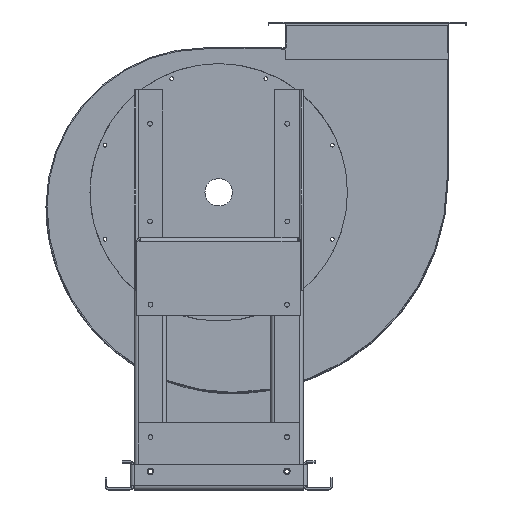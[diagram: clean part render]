
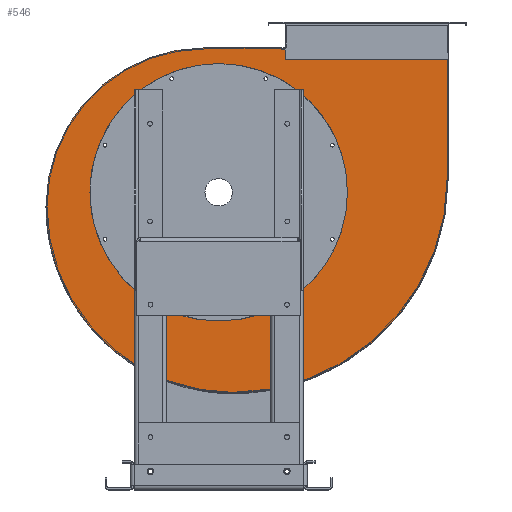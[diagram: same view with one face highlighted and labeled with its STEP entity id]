
A CAD part, top view. The second image highlights one B-rep face of the part: STEP entity #546.
In plain terms, the highlighted planar face has unit normal (0, 0, 1).
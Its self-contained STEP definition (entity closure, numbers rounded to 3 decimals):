
#546=ADVANCED_FACE('',(#36262,#36264),#36266,.F.);
#36262=FACE_BOUND('',#36263,.T.);
#36263=EDGE_LOOP('',(#65282,#65283,#65284,#65285,#65286,#65287,#65288,#65289,#65290));
#36264=FACE_BOUND('',#36265,.T.);
#36265=EDGE_LOOP('',(#65291));
#36266=PLANE('',#36267);
#36267=AXIS2_PLACEMENT_3D('',#36268,#36269,#36270);
#36268=CARTESIAN_POINT('',(0.,0.,-22.));
#36269=DIRECTION('',(0.,0.,-1.));
#36270=DIRECTION('',(0.,-1.,0.));
#65282=ORIENTED_EDGE('',*,*,#88428,.F.);
#65283=ORIENTED_EDGE('',*,*,#88457,.F.);
#65284=ORIENTED_EDGE('',*,*,#88458,.F.);
#65285=ORIENTED_EDGE('',*,*,#88362,.F.);
#65286=ORIENTED_EDGE('',*,*,#88359,.F.);
#65287=ORIENTED_EDGE('',*,*,#88417,.F.);
#65288=ORIENTED_EDGE('',*,*,#88415,.F.);
#65289=ORIENTED_EDGE('',*,*,#88413,.F.);
#65290=ORIENTED_EDGE('',*,*,#88354,.F.);
#65291=ORIENTED_EDGE('',*,*,#88459,.T.);
#88354=EDGE_CURVE('',#100085,#100087,#100088,.T.);
#88359=EDGE_CURVE('',#100094,#100096,#100097,.T.);
#88362=EDGE_CURVE('',#100096,#100100,#100101,.T.);
#88413=EDGE_CURVE('',#100087,#100180,#100181,.T.);
#88415=EDGE_CURVE('',#100180,#100183,#100184,.T.);
#88417=EDGE_CURVE('',#100183,#100094,#100186,.T.);
#88428=EDGE_CURVE('',#100199,#100085,#100201,.T.);
#88457=EDGE_CURVE('',#100250,#100199,#100251,.T.);
#88458=EDGE_CURVE('',#100100,#100250,#100252,.T.);
#88459=EDGE_CURVE('',#100253,#100253,#100254,.F.);
#100085=VERTEX_POINT('',#119122);
#100087=VERTEX_POINT('',#119126);
#100088=LINE('',#119127,#119128);
#100094=VERTEX_POINT('',#119141);
#100096=VERTEX_POINT('',#119145);
#100097=LINE('',#119146,#119147);
#100100=VERTEX_POINT('',#119155);
#100101=LINE('',#119156,#119157);
#100180=VERTEX_POINT('',#119347);
#100181=CIRCLE('',#119348,376.4);
#100183=VERTEX_POINT('',#119355);
#100184=CIRCLE('',#119356,326.8);
#100186=CIRCLE('',#119363,277.2);
#100199=VERTEX_POINT('',#119397);
#100201=LINE('',#119401,#119402);
#100250=VERTEX_POINT('',#119526);
#100251=LINE('',#119527,#119528);
#100252=LINE('',#119530,#119531);
#100253=VERTEX_POINT('',#119533);
#100254=CIRCLE('',#119534,225.);
#119122=CARTESIAN_POINT('',(401.198,237.701,-22.));
#119126=CARTESIAN_POINT('',(401.2,24.8,-22.));
#119127=CARTESIAN_POINT('',(401.198,237.701,-22.));
#119128=VECTOR('',#119129,1.);
#119129=DIRECTION('',(0.,-1.,0.));
#119141=CARTESIAN_POINT('',(-24.8,252.4,-22.));
#119145=CARTESIAN_POINT('',(109.676,252.4,-22.));
#119146=CARTESIAN_POINT('',(-24.8,252.4,-22.));
#119147=VECTOR('',#119148,1.);
#119148=DIRECTION('',(1.,0.,0.));
#119155=CARTESIAN_POINT('',(109.676,250.4,-22.));
#119156=CARTESIAN_POINT('',(109.676,252.4,-22.));
#119157=VECTOR('',#119158,1.);
#119158=DIRECTION('',(0.,-1.,0.));
#119347=CARTESIAN_POINT('',(24.8,-351.6,-22.));
#119348=AXIS2_PLACEMENT_3D('',#119349,#119350,#119351);
#119349=CARTESIAN_POINT('',(24.8,24.8,-22.));
#119350=DIRECTION('',(0.,0.,-1.));
#119351=DIRECTION('',(1.,0.,0.));
#119355=CARTESIAN_POINT('',(-302.,-24.8,-22.));
#119356=AXIS2_PLACEMENT_3D('',#119357,#119358,#119359);
#119357=CARTESIAN_POINT('',(24.8,-24.8,-22.));
#119358=DIRECTION('',(0.,0.,-1.));
#119359=DIRECTION('',(0.,-1.,0.));
#119363=AXIS2_PLACEMENT_3D('',#119364,#119365,#119366);
#119364=CARTESIAN_POINT('',(-24.8,-24.8,-22.));
#119365=DIRECTION('',(0.,0.,-1.));
#119366=DIRECTION('',(-1.,0.,0.));
#119397=CARTESIAN_POINT('',(399.2,237.701,-22.));
#119401=CARTESIAN_POINT('',(399.2,237.701,-22.));
#119402=VECTOR('',#119403,1.);
#119403=DIRECTION('',(1.,0.,0.));
#119526=CARTESIAN_POINT('',(399.2,250.4,-22.));
#119527=CARTESIAN_POINT('',(399.2,250.4,-22.));
#119528=VECTOR('',#119529,1.);
#119529=DIRECTION('',(0.,-1.,0.));
#119530=CARTESIAN_POINT('',(109.676,250.4,-22.));
#119531=VECTOR('',#119532,1.);
#119532=DIRECTION('',(1.,0.,0.));
#119533=CARTESIAN_POINT('',(225.,0.,-22.));
#119534=AXIS2_PLACEMENT_3D('',#119535,#119536,#119537);
#119535=CARTESIAN_POINT('',(0.,0.,-22.));
#119536=DIRECTION('',(0.,0.,1.));
#119537=DIRECTION('',(1.,0.,0.));
